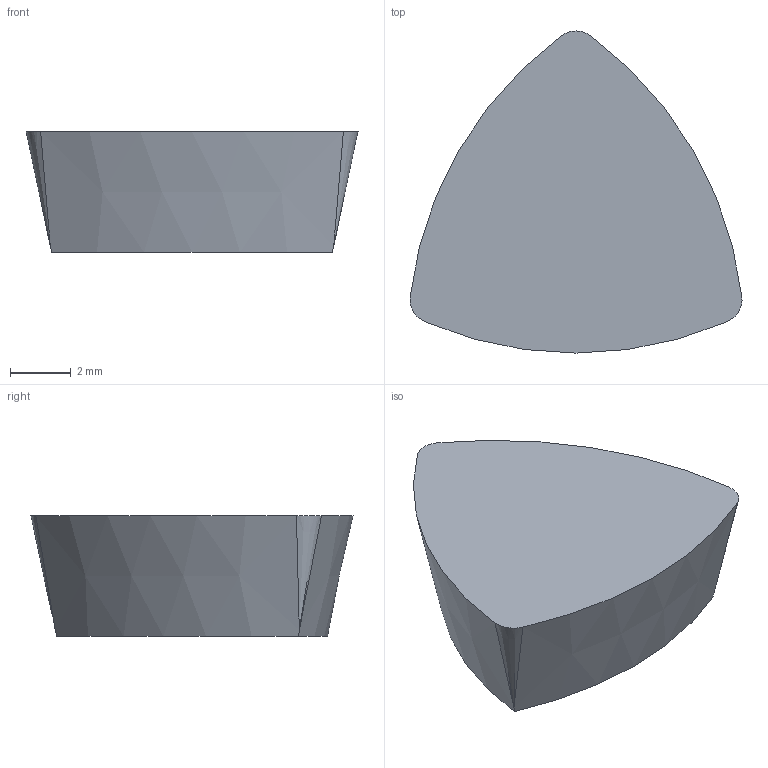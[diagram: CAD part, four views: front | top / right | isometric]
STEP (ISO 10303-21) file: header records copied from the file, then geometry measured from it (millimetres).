
FILE_DESCRIPTION(/* description */ (''),/* implementation_level */ '2;1');
FILE_NAME(/* name */ '218.19-125T-T3-M07.stp',/* time_stamp */ '2012-07-09T15:33:32+05:00',/* author */ (''),/* organization */ (''),/* preprocessor_version */ 'ST-DEVELOPER v11',/* originating_system */ 'SIEMENS PLM Software NX 7.5',/* authorisation */ '');
FILE_SCHEMA (('AUTOMOTIVE_DESIGN { 1 0 10303 214 1 1 1 1 }'));
Length unit declared in the file: millimetre
Products named in the file (1): inpu3A41vh5j
Bounding box: 10.93 x 10.6 x 3.97 mm (x, y, z)
Volume: 266.2 mm3; surface area: 261 mm2
Topology: 1 solids, 1 shells, 8 faces, 21 edges, 12 vertices
Faces by surface type: cone 6, plane 2
Entity records: 258 total; most frequent: CARTESIAN_POINT 48, DIRECTION 42, ORIENTED_EDGE 36, EDGE_CURVE 18, AXIS2_PLACEMENT_3D 18, VERTEX_POINT 12, CIRCLE 9, ADVANCED_FACE 8
